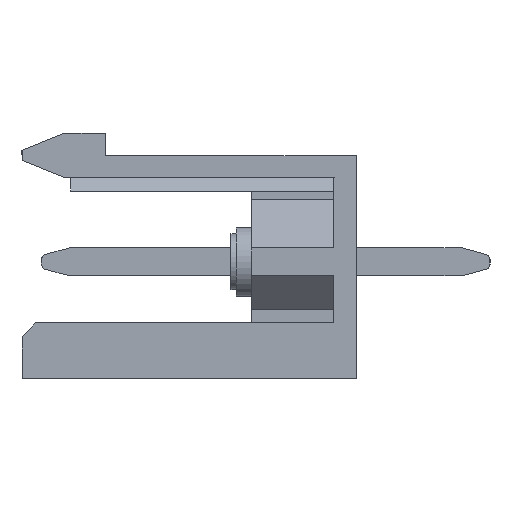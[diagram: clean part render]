
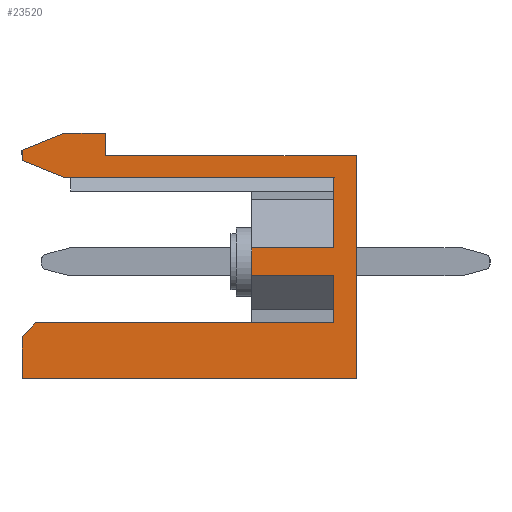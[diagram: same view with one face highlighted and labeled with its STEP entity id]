
A CAD part, left-side view. The second image highlights one B-rep face of the part: STEP entity #23520.
In plain terms, the highlighted planar face has unit normal (-1, 0, 0).
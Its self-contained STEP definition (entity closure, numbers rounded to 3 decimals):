
#340 = VECTOR ( 'NONE', #21009, 1000. ) ;
#780 = LINE ( 'NONE', #5306, #5998 ) ;
#785 = AXIS2_PLACEMENT_3D ( 'NONE', #8332, #15767, #4551 ) ;
#905 = EDGE_CURVE ( 'NONE', #5043, #12643, #14352, .T. ) ;
#1337 = VECTOR ( 'NONE', #19627, 1000. ) ;
#2121 = VECTOR ( 'NONE', #17227, 1000. ) ;
#2220 = CARTESIAN_POINT ( 'NONE',  ( 0., 0., -8. ) ) ;
#2858 = LINE ( 'NONE', #5589, #17221 ) ;
#2979 = EDGE_CURVE ( 'NONE', #4465, #6063, #13148, .T. ) ;
#3631 = CARTESIAN_POINT ( 'NONE',  ( 0., 3.75, -4.31 ) ) ;
#3702 = ORIENTED_EDGE ( 'NONE', *, *, #8991, .F. ) ;
#3776 = VERTEX_POINT ( 'NONE', #13021 ) ;
#3786 = DIRECTION ( 'NONE',  ( 0., -1., 0. ) ) ;
#3888 = VERTEX_POINT ( 'NONE', #10904 ) ;
#4082 = VERTEX_POINT ( 'NONE', #6092 ) ;
#4356 = CARTESIAN_POINT ( 'NONE',  ( 0., 3.75, -3.31 ) ) ;
#4421 = CARTESIAN_POINT ( 'NONE',  ( 0., 12., -0.17 ) ) ;
#4465 = VERTEX_POINT ( 'NONE', #18060 ) ;
#4551 = DIRECTION ( 'NONE',  ( 0., 0., -1. ) ) ;
#4591 = FACE_OUTER_BOUND ( 'NONE', #10315, .T. ) ;
#4651 = CARTESIAN_POINT ( 'NONE',  ( 0., 11.5, -6. ) ) ;
#4927 = CARTESIAN_POINT ( 'NONE',  ( 0., 9.01, 0.8 ) ) ;
#4986 = EDGE_CURVE ( 'NONE', #7880, #6978, #22369, .T. ) ;
#5043 = VERTEX_POINT ( 'NONE', #16936 ) ;
#5165 = DIRECTION ( 'NONE',  ( 0., 0., 1. ) ) ;
#5306 = CARTESIAN_POINT ( 'NONE',  ( 0., 0.8, -0.77 ) ) ;
#5589 = CARTESIAN_POINT ( 'NONE',  ( 0., 0.8, -6. ) ) ;
#5630 = LINE ( 'NONE', #4421, #10680 ) ;
#5998 = VECTOR ( 'NONE', #20066, 1000. ) ;
#6063 = VERTEX_POINT ( 'NONE', #14328 ) ;
#6092 = CARTESIAN_POINT ( 'NONE',  ( 0., 0.8, -3.31 ) ) ;
#6136 = ORIENTED_EDGE ( 'NONE', *, *, #22240, .T. ) ;
#6158 = ORIENTED_EDGE ( 'NONE', *, *, #4986, .F. ) ;
#6167 = CARTESIAN_POINT ( 'NONE',  ( 0., 9.01, 0. ) ) ;
#6205 = ORIENTED_EDGE ( 'NONE', *, *, #2979, .F. ) ;
#6367 = CARTESIAN_POINT ( 'NONE',  ( 0., 3.75, -3.31 ) ) ;
#6615 = VERTEX_POINT ( 'NONE', #22278 ) ;
#6978 = VERTEX_POINT ( 'NONE', #17720 ) ;
#7531 = DIRECTION ( 'NONE',  ( 0., -1., 0. ) ) ;
#7880 = VERTEX_POINT ( 'NONE', #6167 ) ;
#7881 = LINE ( 'NONE', #2220, #2121 ) ;
#7999 = VERTEX_POINT ( 'NONE', #4651 ) ;
#8282 = LINE ( 'NONE', #23799, #9453 ) ;
#8332 = CARTESIAN_POINT ( 'NONE',  ( 0., 0., 0. ) ) ;
#8352 = LINE ( 'NONE', #14689, #12701 ) ;
#8691 = DIRECTION ( 'NONE',  ( 0., 0., 1. ) ) ;
#8991 = EDGE_CURVE ( 'NONE', #12643, #12953, #8282, .T. ) ;
#9002 = CARTESIAN_POINT ( 'NONE',  ( 0., 12., -0.17 ) ) ;
#9018 = DIRECTION ( 'NONE',  ( 0., 0., -1. ) ) ;
#9121 = CARTESIAN_POINT ( 'NONE',  ( 0., 9.01, 0.8 ) ) ;
#9124 = ORIENTED_EDGE ( 'NONE', *, *, #22570, .F. ) ;
#9186 = DIRECTION ( 'NONE',  ( 0., 0., 1. ) ) ;
#9340 = CARTESIAN_POINT ( 'NONE',  ( 0., 0., -8. ) ) ;
#9439 = VECTOR ( 'NONE', #18453, 1000. ) ;
#9453 = VECTOR ( 'NONE', #23769, 1000. ) ;
#10315 = EDGE_LOOP ( 'NONE', ( #18993, #12424, #16683, #22053, #15098, #6158, #13764, #3702, #15741, #11173, #15485, #6205, #20278, #23119, #15997, #6136, #9124 ) ) ;
#10680 = VECTOR ( 'NONE', #11956, 1000. ) ;
#10832 = DIRECTION ( 'NONE',  ( 0., 0.707, -0.707 ) ) ;
#10904 = CARTESIAN_POINT ( 'NONE',  ( 0., 0.8, -4.31 ) ) ;
#11173 = ORIENTED_EDGE ( 'NONE', *, *, #17315, .F. ) ;
#11382 = VECTOR ( 'NONE', #8691, 1000. ) ;
#11484 = CARTESIAN_POINT ( 'NONE',  ( 0., 10.5, 0.8 ) ) ;
#11616 = VECTOR ( 'NONE', #18373, 1000. ) ;
#11841 = DIRECTION ( 'NONE',  ( 0., -1., 0. ) ) ;
#11954 = LINE ( 'NONE', #23236, #11382 ) ;
#11956 = DIRECTION ( 'NONE',  ( 0., 0.928, 0.371 ) ) ;
#12424 = ORIENTED_EDGE ( 'NONE', *, *, #15890, .T. ) ;
#12428 = VECTOR ( 'NONE', #3786, 1000. ) ;
#12561 = EDGE_CURVE ( 'NONE', #12953, #7880, #22521, .T. ) ;
#12643 = VERTEX_POINT ( 'NONE', #11484 ) ;
#12701 = VECTOR ( 'NONE', #9186, 1000. ) ;
#12953 = VERTEX_POINT ( 'NONE', #4927 ) ;
#13021 = CARTESIAN_POINT ( 'NONE',  ( 0., 0.8, -6. ) ) ;
#13148 = LINE ( 'NONE', #21390, #17953 ) ;
#13641 = VECTOR ( 'NONE', #10832, 1000. ) ;
#13764 = ORIENTED_EDGE ( 'NONE', *, *, #12561, .F. ) ;
#13842 = EDGE_CURVE ( 'NONE', #17438, #19850, #7881, .T. ) ;
#13938 = PLANE ( 'NONE',  #785 ) ;
#14114 = EDGE_CURVE ( 'NONE', #19850, #20187, #11954, .T. ) ;
#14328 = CARTESIAN_POINT ( 'NONE',  ( 0., 10.5, -0.77 ) ) ;
#14352 = LINE ( 'NONE', #22222, #9439 ) ;
#14689 = CARTESIAN_POINT ( 'NONE',  ( 0., 0.8, -0.77 ) ) ;
#14902 = LINE ( 'NONE', #4356, #340 ) ;
#15006 = CARTESIAN_POINT ( 'NONE',  ( 0., 12., -6.5 ) ) ;
#15098 = ORIENTED_EDGE ( 'NONE', *, *, #23026, .F. ) ;
#15441 = CARTESIAN_POINT ( 'NONE',  ( 0., 3.75, -4.31 ) ) ;
#15485 = ORIENTED_EDGE ( 'NONE', *, *, #22878, .F. ) ;
#15741 = ORIENTED_EDGE ( 'NONE', *, *, #905, .F. ) ;
#15767 = DIRECTION ( 'NONE',  ( 1., 0., 0. ) ) ;
#15819 = LINE ( 'NONE', #9002, #20017 ) ;
#15890 = EDGE_CURVE ( 'NONE', #7999, #20187, #17850, .T. ) ;
#15997 = ORIENTED_EDGE ( 'NONE', *, *, #18778, .T. ) ;
#16200 = EDGE_CURVE ( 'NONE', #4082, #4465, #780, .T. ) ;
#16326 = EDGE_CURVE ( 'NONE', #22892, #4082, #17270, .T. ) ;
#16683 = ORIENTED_EDGE ( 'NONE', *, *, #14114, .F. ) ;
#16936 = CARTESIAN_POINT ( 'NONE',  ( 0., 12., 0.2 ) ) ;
#16943 = LINE ( 'NONE', #21455, #1337 ) ;
#17221 = VECTOR ( 'NONE', #7531, 1000. ) ;
#17227 = DIRECTION ( 'NONE',  ( 0., 1., 0. ) ) ;
#17270 = LINE ( 'NONE', #23975, #12428 ) ;
#17315 = EDGE_CURVE ( 'NONE', #6615, #5043, #15819, .T. ) ;
#17438 = VERTEX_POINT ( 'NONE', #9340 ) ;
#17449 = EDGE_CURVE ( 'NONE', #7999, #3776, #2858, .T. ) ;
#17720 = CARTESIAN_POINT ( 'NONE',  ( 0., 0., 0. ) ) ;
#17850 = LINE ( 'NONE', #21694, #13641 ) ;
#17953 = VECTOR ( 'NONE', #20566, 1000. ) ;
#18060 = CARTESIAN_POINT ( 'NONE',  ( 0., 0.8, -0.77 ) ) ;
#18292 = VECTOR ( 'NONE', #9018, 1000. ) ;
#18373 = DIRECTION ( 'NONE',  ( 0., -1., 0. ) ) ;
#18453 = DIRECTION ( 'NONE',  ( 0., -0.928, 0.371 ) ) ;
#18613 = CARTESIAN_POINT ( 'NONE',  ( 0., 9.01, 0. ) ) ;
#18778 = EDGE_CURVE ( 'NONE', #22892, #23256, #14902, .T. ) ;
#18993 = ORIENTED_EDGE ( 'NONE', *, *, #17449, .F. ) ;
#19109 = CARTESIAN_POINT ( 'NONE',  ( 0., 12., -8. ) ) ;
#19627 = DIRECTION ( 'NONE',  ( 0., 0., -1. ) ) ;
#19850 = VERTEX_POINT ( 'NONE', #19109 ) ;
#20017 = VECTOR ( 'NONE', #5165, 1000. ) ;
#20066 = DIRECTION ( 'NONE',  ( 0., 0., 1. ) ) ;
#20075 = VECTOR ( 'NONE', #11841, 1000. ) ;
#20187 = VERTEX_POINT ( 'NONE', #15006 ) ;
#20278 = ORIENTED_EDGE ( 'NONE', *, *, #16200, .F. ) ;
#20566 = DIRECTION ( 'NONE',  ( 0., 1., 0. ) ) ;
#20675 = LINE ( 'NONE', #15441, #20075 ) ;
#21009 = DIRECTION ( 'NONE',  ( 0., 0., -1. ) ) ;
#21390 = CARTESIAN_POINT ( 'NONE',  ( 0., 10.5, -0.77 ) ) ;
#21455 = CARTESIAN_POINT ( 'NONE',  ( 0., 0., 0. ) ) ;
#21694 = CARTESIAN_POINT ( 'NONE',  ( 0., 11.5, -6. ) ) ;
#22053 = ORIENTED_EDGE ( 'NONE', *, *, #13842, .F. ) ;
#22222 = CARTESIAN_POINT ( 'NONE',  ( 0., 10.5, 0.8 ) ) ;
#22240 = EDGE_CURVE ( 'NONE', #23256, #3888, #20675, .T. ) ;
#22278 = CARTESIAN_POINT ( 'NONE',  ( 0., 12., -0.17 ) ) ;
#22369 = LINE ( 'NONE', #18613, #11616 ) ;
#22521 = LINE ( 'NONE', #9121, #18292 ) ;
#22570 = EDGE_CURVE ( 'NONE', #3776, #3888, #8352, .T. ) ;
#22878 = EDGE_CURVE ( 'NONE', #6063, #6615, #5630, .T. ) ;
#22892 = VERTEX_POINT ( 'NONE', #6367 ) ;
#23026 = EDGE_CURVE ( 'NONE', #6978, #17438, #16943, .T. ) ;
#23119 = ORIENTED_EDGE ( 'NONE', *, *, #16326, .F. ) ;
#23236 = CARTESIAN_POINT ( 'NONE',  ( 0., 12., -8. ) ) ;
#23256 = VERTEX_POINT ( 'NONE', #3631 ) ;
#23520 = ADVANCED_FACE ( 'NONE', ( #4591 ), #13938, .F. ) ;
#23769 = DIRECTION ( 'NONE',  ( 0., -1., 0. ) ) ;
#23799 = CARTESIAN_POINT ( 'NONE',  ( 0., 10.5, 0.8 ) ) ;
#23975 = CARTESIAN_POINT ( 'NONE',  ( 0., 3.75, -3.31 ) ) ;
